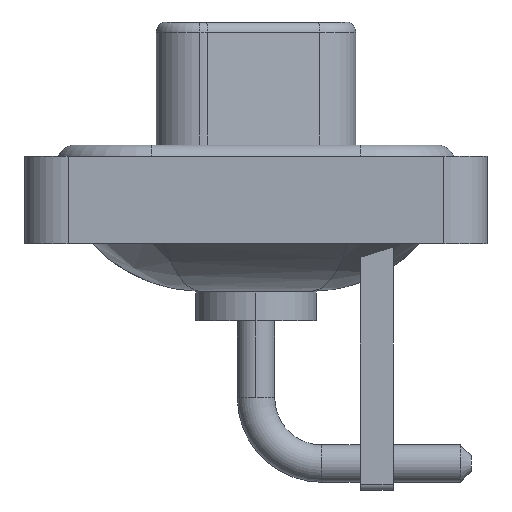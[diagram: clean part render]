
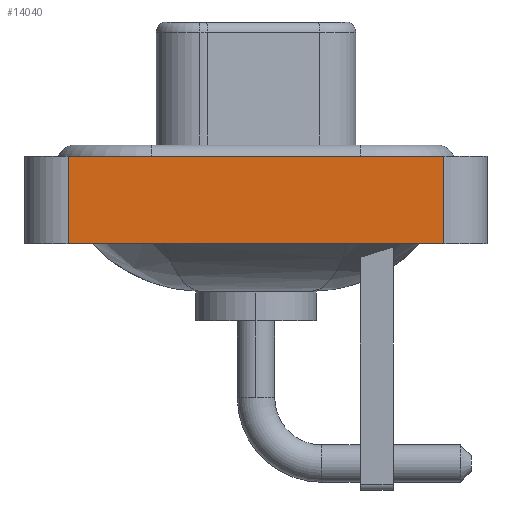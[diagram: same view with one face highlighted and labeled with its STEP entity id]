
A CAD part, left-side view. The second image highlights one B-rep face of the part: STEP entity #14040.
In plain terms, the highlighted planar face has unit normal (-1, 0, 0).
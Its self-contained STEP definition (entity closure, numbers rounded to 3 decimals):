
#102 = CARTESIAN_POINT ( 'NONE',  ( -7.25, -8.55, -3.6 ) ) ;
#211 = VERTEX_POINT ( 'NONE', #14270 ) ;
#517 = LINE ( 'NONE', #10500, #15467 ) ;
#1391 = CARTESIAN_POINT ( 'NONE',  ( -7.25, -8.55, 0.4 ) ) ;
#1459 = EDGE_CURVE ( 'NONE', #13920, #211, #11102, .T. ) ;
#1569 = CARTESIAN_POINT ( 'NONE',  ( -7.25, -8.55, -3.6 ) ) ;
#1721 = EDGE_CURVE ( 'NONE', #211, #2140, #9942, .T. ) ;
#1873 = ORIENTED_EDGE ( 'NONE', *, *, #1721, .T. ) ;
#2074 = PLANE ( 'NONE',  #11483 ) ;
#2140 = VERTEX_POINT ( 'NONE', #1391 ) ;
#2226 = ORIENTED_EDGE ( 'NONE', *, *, #1459, .T. ) ;
#2662 = LINE ( 'NONE', #12545, #4566 ) ;
#2708 = DIRECTION ( 'NONE',  ( 0., 0., 1. ) ) ;
#3514 = CARTESIAN_POINT ( 'NONE',  ( -7.25, -8.55, -3.6 ) ) ;
#3517 = VECTOR ( 'NONE', #2708, 1000. ) ;
#4566 = VECTOR ( 'NONE', #9894, 1000. ) ;
#4584 = DIRECTION ( 'NONE',  ( 0., 0., 1. ) ) ;
#5861 = ORIENTED_EDGE ( 'NONE', *, *, #10590, .F. ) ;
#6749 = DIRECTION ( 'NONE',  ( 0., -1., 0. ) ) ;
#6859 = VECTOR ( 'NONE', #6749, 1000. ) ;
#7997 = DIRECTION ( 'NONE',  ( 0., -1., 0. ) ) ;
#9168 = VERTEX_POINT ( 'NONE', #10747 ) ;
#9392 = CARTESIAN_POINT ( 'NONE',  ( -7.25, 8.55, -3.6 ) ) ;
#9626 = FACE_OUTER_BOUND ( 'NONE', #12120, .T. ) ;
#9894 = DIRECTION ( 'NONE',  ( 0., 0., 1. ) ) ;
#9942 = LINE ( 'NONE', #1569, #3517 ) ;
#10500 = CARTESIAN_POINT ( 'NONE',  ( -7.25, -8.55, 0.4 ) ) ;
#10590 = EDGE_CURVE ( 'NONE', #9168, #2140, #517, .T. ) ;
#10664 = ORIENTED_EDGE ( 'NONE', *, *, #13440, .F. ) ;
#10747 = CARTESIAN_POINT ( 'NONE',  ( -7.25, 8.55, 0.4 ) ) ;
#11102 = LINE ( 'NONE', #102, #6859 ) ;
#11483 = AXIS2_PLACEMENT_3D ( 'NONE', #3514, #14409, #4584 ) ;
#12120 = EDGE_LOOP ( 'NONE', ( #1873, #5861, #10664, #2226 ) ) ;
#12545 = CARTESIAN_POINT ( 'NONE',  ( -7.25, 8.55, -3.6 ) ) ;
#13440 = EDGE_CURVE ( 'NONE', #13920, #9168, #2662, .T. ) ;
#13920 = VERTEX_POINT ( 'NONE', #9392 ) ;
#14040 = ADVANCED_FACE ( 'NONE', ( #9626 ), #2074, .T. ) ;
#14270 = CARTESIAN_POINT ( 'NONE',  ( -7.25, -8.55, -3.6 ) ) ;
#14409 = DIRECTION ( 'NONE',  ( -1., 0., 0. ) ) ;
#15467 = VECTOR ( 'NONE', #7997, 1000. ) ;
